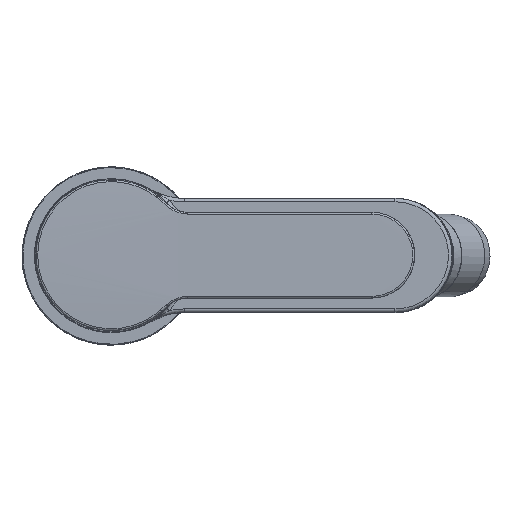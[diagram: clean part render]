
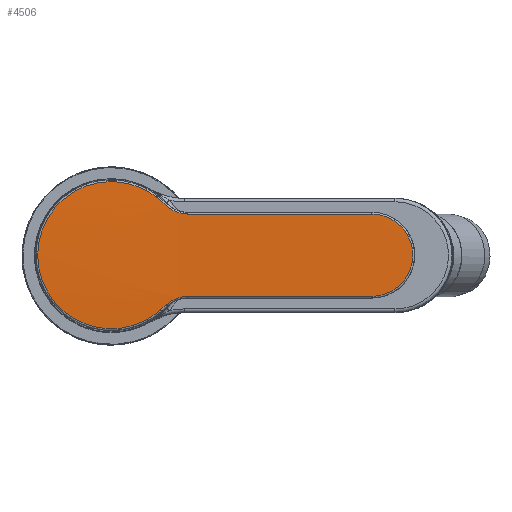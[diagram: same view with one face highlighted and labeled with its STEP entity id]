
A CAD part, top view. The second image highlights one B-rep face of the part: STEP entity #4506.
In plain terms, the highlighted cylindrical face has radius 500 mm (diameter 1000 mm), a partial arc.
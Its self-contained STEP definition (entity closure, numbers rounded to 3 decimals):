
#4143=CARTESIAN_POINT('Vertex',(15.473,13.925,122.983)) ;
#4153=CARTESIAN_POINT('Vertex',(13.857,15.329,122.942)) ;
#4157=CARTESIAN_POINT('Control Point',(13.857,15.329,122.942)) ;
#4158=CARTESIAN_POINT('Control Point',(14.195,15.067,122.95)) ;
#4159=CARTESIAN_POINT('Control Point',(14.526,14.795,122.958)) ;
#4160=CARTESIAN_POINT('Control Point',(14.85,14.514,122.966)) ;
#4161=CARTESIAN_POINT('Control Point',(15.166,14.224,122.974)) ;
#4162=CARTESIAN_POINT('Control Point',(15.473,13.925,122.983)) ;
#4330=CARTESIAN_POINT('Vertex',(12.65,16.268,122.912)) ;
#4340=CARTESIAN_POINT('Vertex',(-20.593,0.,123.177)) ;
#4344=CARTESIAN_POINT('Control Point',(-20.593,0.,123.177)) ;
#4345=CARTESIAN_POINT('Control Point',(-20.593,5.219,123.177)) ;
#4346=CARTESIAN_POINT('Control Point',(-18.945,10.44,123.109)) ;
#4347=CARTESIAN_POINT('Control Point',(-15.635,14.956,122.969)) ;
#4348=CARTESIAN_POINT('Control Point',(-7.737,20.497,122.762)) ;
#4349=CARTESIAN_POINT('Control Point',(1.701,21.141,122.728)) ;
#4350=CARTESIAN_POINT('Control Point',(5.778,20.405,122.762)) ;
#4351=CARTESIAN_POINT('Control Point',(9.51,18.716,122.832)) ;
#4352=CARTESIAN_POINT('Control Point',(12.65,16.268,122.912)) ;
#4393=CARTESIAN_POINT('Control Point',(13.857,15.329,122.942)) ;
#4394=CARTESIAN_POINT('Control Point',(13.623,15.511,122.936)) ;
#4395=CARTESIAN_POINT('Control Point',(13.385,15.696,122.93)) ;
#4396=CARTESIAN_POINT('Control Point',(13.144,15.883,122.924)) ;
#4397=CARTESIAN_POINT('Control Point',(12.899,16.074,122.918)) ;
#4398=CARTESIAN_POINT('Control Point',(12.65,16.268,122.912)) ;
#4407=CARTESIAN_POINT('Axis2P3D Location',(31.838,0.,-376.823)) ;
#4412=CARTESIAN_POINT('Line Origine',(31.838,-11.522,123.044)) ;
#4416=CARTESIAN_POINT('Vertex',(21.394,-11.522,123.044)) ;
#4418=CARTESIAN_POINT('Vertex',(73.,-11.522,123.044)) ;
#4422=CARTESIAN_POINT('Control Point',(73.,-11.522,123.044)) ;
#4423=CARTESIAN_POINT('Control Point',(75.326,-11.522,123.044)) ;
#4424=CARTESIAN_POINT('Control Point',(77.652,-10.934,123.058)) ;
#4425=CARTESIAN_POINT('Control Point',(79.779,-9.756,123.085)) ;
#4426=CARTESIAN_POINT('Control Point',(82.38,-7.266,123.13)) ;
#4427=CARTESIAN_POINT('Control Point',(83.86,-4.074,123.162)) ;
#4428=CARTESIAN_POINT('Control Point',(84.216,-2.952,123.17)) ;
#4429=CARTESIAN_POINT('Control Point',(84.849,0.511,123.185)) ;
#4430=CARTESIAN_POINT('Control Point',(84.161,4.047,123.169)) ;
#4431=CARTESIAN_POINT('Control Point',(83.103,6.239,123.143)) ;
#4432=CARTESIAN_POINT('Control Point',(80.594,9.175,123.095)) ;
#4433=CARTESIAN_POINT('Control Point',(77.205,10.868,123.059)) ;
#4434=CARTESIAN_POINT('Control Point',(75.833,11.304,123.049)) ;
#4435=CARTESIAN_POINT('Control Point',(74.416,11.522,123.044)) ;
#4436=CARTESIAN_POINT('Control Point',(73.,11.522,123.044)) ;
#4437=CARTESIAN_POINT('Vertex',(73.,11.522,123.044)) ;
#4440=CARTESIAN_POINT('Line Origine',(31.838,11.522,123.044)) ;
#4444=CARTESIAN_POINT('Vertex',(21.394,11.522,123.044)) ;
#4448=CARTESIAN_POINT('Control Point',(21.394,11.522,123.044)) ;
#4449=CARTESIAN_POINT('Control Point',(19.756,11.522,123.044)) ;
#4450=CARTESIAN_POINT('Control Point',(18.117,11.944,123.034)) ;
#4451=CARTESIAN_POINT('Control Point',(16.648,12.784,123.015)) ;
#4452=CARTESIAN_POINT('Control Point',(15.473,13.925,122.983)) ;
#4455=CARTESIAN_POINT('Control Point',(-20.593,0.,123.177)) ;
#4456=CARTESIAN_POINT('Control Point',(-20.593,-4.004,123.177)) ;
#4457=CARTESIAN_POINT('Control Point',(-19.621,-8.009,123.137)) ;
#4458=CARTESIAN_POINT('Control Point',(-17.677,-11.698,123.055)) ;
#4459=CARTESIAN_POINT('Control Point',(-13.547,-16.291,122.918)) ;
#4460=CARTESIAN_POINT('Control Point',(-8.182,-19.079,122.814)) ;
#4461=CARTESIAN_POINT('Control Point',(-6.29,-19.786,122.785)) ;
#4462=CARTESIAN_POINT('Control Point',(-1.201,-21.005,122.736)) ;
#4463=CARTESIAN_POINT('Control Point',(4.074,-20.595,122.752)) ;
#4464=CARTESIAN_POINT('Control Point',(7.23,-19.708,122.79)) ;
#4465=CARTESIAN_POINT('Control Point',(10.13,-18.232,122.848)) ;
#4466=CARTESIAN_POINT('Control Point',(12.65,-16.268,122.912)) ;
#4467=CARTESIAN_POINT('Vertex',(12.65,-16.268,122.912)) ;
#4471=CARTESIAN_POINT('Control Point',(12.65,-16.268,122.912)) ;
#4472=CARTESIAN_POINT('Control Point',(13.058,-15.95,122.922)) ;
#4473=CARTESIAN_POINT('Control Point',(13.461,-15.637,122.932)) ;
#4474=CARTESIAN_POINT('Control Point',(13.857,-15.329,122.942)) ;
#4475=CARTESIAN_POINT('Vertex',(13.857,-15.329,122.942)) ;
#4479=CARTESIAN_POINT('Control Point',(13.857,-15.329,122.942)) ;
#4480=CARTESIAN_POINT('Control Point',(14.421,-14.892,122.955)) ;
#4481=CARTESIAN_POINT('Control Point',(14.961,-14.422,122.969)) ;
#4482=CARTESIAN_POINT('Control Point',(15.473,-13.925,122.983)) ;
#4483=CARTESIAN_POINT('Vertex',(15.473,-13.925,122.983)) ;
#4487=CARTESIAN_POINT('Control Point',(21.394,-11.522,123.044)) ;
#4488=CARTESIAN_POINT('Control Point',(19.756,-11.522,123.044)) ;
#4489=CARTESIAN_POINT('Control Point',(18.117,-11.944,123.034)) ;
#4490=CARTESIAN_POINT('Control Point',(16.648,-12.784,123.015)) ;
#4491=CARTESIAN_POINT('Control Point',(15.473,-13.925,122.983)) ;
#4414=VECTOR('Line Direction',#4413,1.) ;
#4442=VECTOR('Line Direction',#4441,1.) ;
#4408=DIRECTION('Axis2P3D Direction',(1.,0.,-0.)) ;
#4409=DIRECTION('Axis2P3D XDirection',(0.,0.042,0.999)) ;
#4413=DIRECTION('Vector Direction',(1.,0.,0.)) ;
#4441=DIRECTION('Vector Direction',(1.,0.,0.)) ;
#4410=AXIS2_PLACEMENT_3D('Cylinder Axis2P3D',#4407,#4408,#4409) ;
#4415=LINE('Line',#4412,#4414) ;
#4443=LINE('Line',#4440,#4442) ;
#4411=CYLINDRICAL_SURFACE('generated cylinder',#4410,500.) ;
#4163=EDGE_CURVE('',#4144,#4154,#4156,.F.) ;
#4353=EDGE_CURVE('',#4331,#4341,#4343,.F.) ;
#4399=EDGE_CURVE('',#4154,#4331,#4392,.T.) ;
#4420=EDGE_CURVE('',#4417,#4419,#4415,.T.) ;
#4439=EDGE_CURVE('',#4419,#4438,#4421,.T.) ;
#4446=EDGE_CURVE('',#4438,#4445,#4443,.F.) ;
#4453=EDGE_CURVE('',#4445,#4144,#4447,.T.) ;
#4469=EDGE_CURVE('',#4341,#4468,#4454,.T.) ;
#4477=EDGE_CURVE('',#4468,#4476,#4470,.T.) ;
#4485=EDGE_CURVE('',#4476,#4484,#4478,.T.) ;
#4492=EDGE_CURVE('',#4484,#4417,#4486,.F.) ;
#4494=ORIENTED_EDGE('',*,*,#4420,.T.) ;
#4495=ORIENTED_EDGE('',*,*,#4439,.T.) ;
#4496=ORIENTED_EDGE('',*,*,#4446,.T.) ;
#4497=ORIENTED_EDGE('',*,*,#4453,.T.) ;
#4498=ORIENTED_EDGE('',*,*,#4163,.T.) ;
#4499=ORIENTED_EDGE('',*,*,#4399,.T.) ;
#4500=ORIENTED_EDGE('',*,*,#4353,.T.) ;
#4501=ORIENTED_EDGE('',*,*,#4469,.T.) ;
#4502=ORIENTED_EDGE('',*,*,#4477,.T.) ;
#4503=ORIENTED_EDGE('',*,*,#4485,.T.) ;
#4504=ORIENTED_EDGE('',*,*,#4492,.T.) ;
#4493=EDGE_LOOP('',(#4494,#4495,#4496,#4497,#4498,#4499,#4500,#4501,#4502,#4503,#4504)) ;
#4144=VERTEX_POINT('',#4143) ;
#4154=VERTEX_POINT('',#4153) ;
#4331=VERTEX_POINT('',#4330) ;
#4341=VERTEX_POINT('',#4340) ;
#4417=VERTEX_POINT('',#4416) ;
#4419=VERTEX_POINT('',#4418) ;
#4438=VERTEX_POINT('',#4437) ;
#4445=VERTEX_POINT('',#4444) ;
#4468=VERTEX_POINT('',#4467) ;
#4476=VERTEX_POINT('',#4475) ;
#4484=VERTEX_POINT('',#4483) ;
#4506=ADVANCED_FACE('P32544.1\\PartBody',(#4505),#4411,.T.) ;
#4156=B_SPLINE_CURVE_WITH_KNOTS('',5,(#4157,#4158,#4159,#4160,#4161,#4162),.UNSPECIFIED.,.F.,.U.,(6,6),(39.814,41.992),.UNSPECIFIED.) ;
#4343=B_SPLINE_CURVE_WITH_KNOTS('',5,(#4344,#4345,#4346,#4347,#4348,#4349,#4350,#4351,#4352),.UNSPECIFIED.,.F.,.U.,(6,3,6),(204.965,232.187,252.962),.UNSPECIFIED.) ;
#4392=B_SPLINE_CURVE_WITH_KNOTS('',5,(#4393,#4394,#4395,#4396,#4397,#4398),.UNSPECIFIED.,.F.,.U.,(6,6),(500.004,501.533),.UNSPECIFIED.) ;
#4421=B_SPLINE_CURVE_WITH_KNOTS('',5,(#4422,#4423,#4424,#4425,#4426,#4427,#4428,#4429,#4430,#4431,#4432,#4433,#4434,#4435,#4436),.UNSPECIFIED.,.F.,.U.,(6,3,3,3,6),(0.,16.497,24.753,41.262,51.307),.UNSPECIFIED.) ;
#4447=B_SPLINE_CURVE_WITH_KNOTS('',4,(#4448,#4449,#4450,#4451,#4452),.UNSPECIFIED.,.F.,.U.,(5,5),(0.,9.284),.UNSPECIFIED.) ;
#4454=B_SPLINE_CURVE_WITH_KNOTS('',5,(#4455,#4456,#4457,#4458,#4459,#4460,#4461,#4462,#4463,#4464,#4465,#4466),.UNSPECIFIED.,.F.,.U.,(6,3,3,6),(0.,28.511,42.753,65.507),.UNSPECIFIED.) ;
#4470=B_SPLINE_CURVE_WITH_KNOTS('',3,(#4471,#4472,#4473,#4474),.UNSPECIFIED.,.F.,.U.,(4,4),(0.,2.163),.UNSPECIFIED.) ;
#4478=B_SPLINE_CURVE_WITH_KNOTS('',3,(#4479,#4480,#4481,#4482),.UNSPECIFIED.,.F.,.U.,(4,4),(0.,3.03),.UNSPECIFIED.) ;
#4486=B_SPLINE_CURVE_WITH_KNOTS('',4,(#4487,#4488,#4489,#4490,#4491),.UNSPECIFIED.,.F.,.U.,(5,5),(0.,9.296),.UNSPECIFIED.) ;
#4505=FACE_OUTER_BOUND('',#4493,.T.) ;
